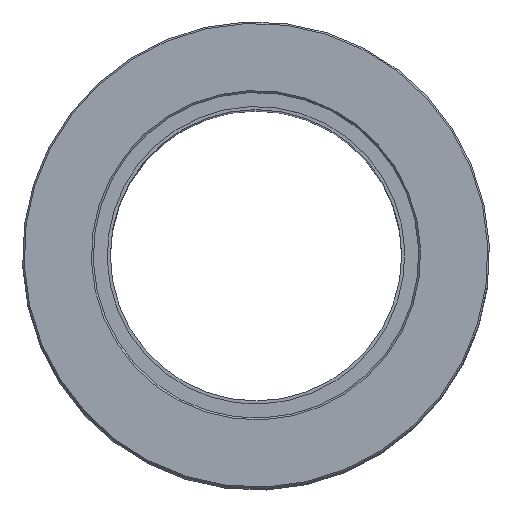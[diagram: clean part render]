
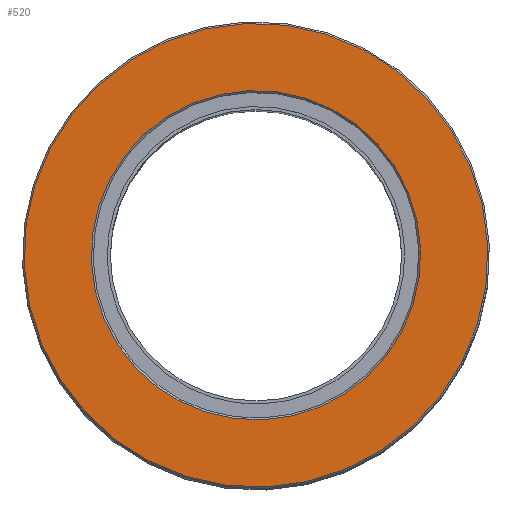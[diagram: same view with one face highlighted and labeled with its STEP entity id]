
A CAD part, top view. The second image highlights one B-rep face of the part: STEP entity #520.
In plain terms, the highlighted face is planar.
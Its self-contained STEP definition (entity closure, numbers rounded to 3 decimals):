
#12 = ORIENTED_EDGE ( 'NONE', *, *, #776, .T. ) ;
#65 = VERTEX_POINT ( 'NONE', #673 ) ;
#81 = DIRECTION ( 'NONE',  ( 1., 0., 0. ) ) ;
#82 = AXIS2_PLACEMENT_3D ( 'NONE', #757, #369, #496 ) ;
#92 = VERTEX_POINT ( 'NONE', #222 ) ;
#99 = AXIS2_PLACEMENT_3D ( 'NONE', #132, #451, #787 ) ;
#121 = VERTEX_POINT ( 'NONE', #477 ) ;
#124 = EDGE_LOOP ( 'NONE', ( #780, #609 ) ) ;
#132 = CARTESIAN_POINT ( 'NONE',  ( -26.15, 0., 0. ) ) ;
#141 = CIRCLE ( 'NONE', #351, 37.25 ) ;
#170 = DIRECTION ( 'NONE',  ( 1., 0., 0. ) ) ;
#195 = PLANE ( 'NONE',  #99 ) ;
#197 = CARTESIAN_POINT ( 'NONE',  ( 0., 0., 0. ) ) ;
#202 = AXIS2_PLACEMENT_3D ( 'NONE', #710, #316, #382 ) ;
#222 = CARTESIAN_POINT ( 'NONE',  ( 37.25, 0., 0. ) ) ;
#256 = ORIENTED_EDGE ( 'NONE', *, *, #631, .T. ) ;
#269 = EDGE_CURVE ( 'NONE', #121, #65, #692, .T. ) ;
#279 = FACE_OUTER_BOUND ( 'NONE', #390, .T. ) ;
#287 = CIRCLE ( 'NONE', #202, 26.45 ) ;
#307 = DIRECTION ( 'NONE',  ( 0., -1., 0. ) ) ;
#316 = DIRECTION ( 'NONE',  ( 0., 1., 0. ) ) ;
#339 = CARTESIAN_POINT ( 'NONE',  ( 0., 0., 0. ) ) ;
#351 = AXIS2_PLACEMENT_3D ( 'NONE', #339, #478, #170 ) ;
#369 = DIRECTION ( 'NONE',  ( 0., 1., 0. ) ) ;
#382 = DIRECTION ( 'NONE',  ( 1., 0., 0. ) ) ;
#390 = EDGE_LOOP ( 'NONE', ( #12, #256 ) ) ;
#415 = VERTEX_POINT ( 'NONE', #768 ) ;
#438 = EDGE_CURVE ( 'NONE', #65, #121, #287, .T. ) ;
#451 = DIRECTION ( 'NONE',  ( 0., -1., 0. ) ) ;
#477 = CARTESIAN_POINT ( 'NONE',  ( 26.45, 0., 0. ) ) ;
#478 = DIRECTION ( 'NONE',  ( 0., -1., 0. ) ) ;
#494 = AXIS2_PLACEMENT_3D ( 'NONE', #197, #307, #81 ) ;
#496 = DIRECTION ( 'NONE',  ( 1., 0., 0. ) ) ;
#520 = ADVANCED_FACE ( 'NONE', ( #744, #279 ), #195, .T. ) ;
#609 = ORIENTED_EDGE ( 'NONE', *, *, #438, .T. ) ;
#631 = EDGE_CURVE ( 'NONE', #92, #415, #661, .T. ) ;
#661 = CIRCLE ( 'NONE', #494, 37.25 ) ;
#673 = CARTESIAN_POINT ( 'NONE',  ( -26.45, 0., 0. ) ) ;
#692 = CIRCLE ( 'NONE', #82, 26.45 ) ;
#710 = CARTESIAN_POINT ( 'NONE',  ( 0., 0., 0. ) ) ;
#744 = FACE_BOUND ( 'NONE', #124, .T. ) ;
#757 = CARTESIAN_POINT ( 'NONE',  ( 0., 0., 0. ) ) ;
#768 = CARTESIAN_POINT ( 'NONE',  ( -37.25, 0., 0. ) ) ;
#776 = EDGE_CURVE ( 'NONE', #415, #92, #141, .T. ) ;
#780 = ORIENTED_EDGE ( 'NONE', *, *, #269, .T. ) ;
#787 = DIRECTION ( 'NONE',  ( 1., 0., 0. ) ) ;
